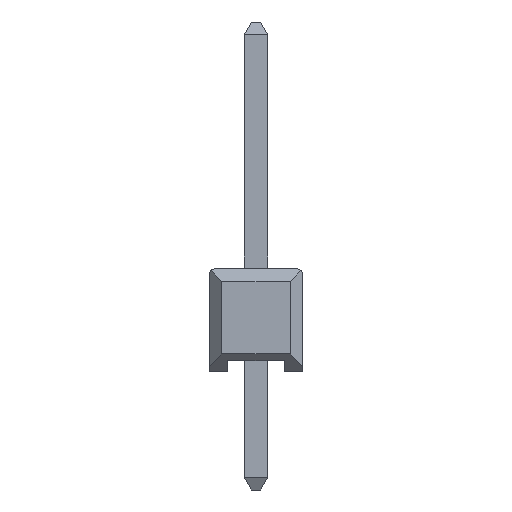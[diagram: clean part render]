
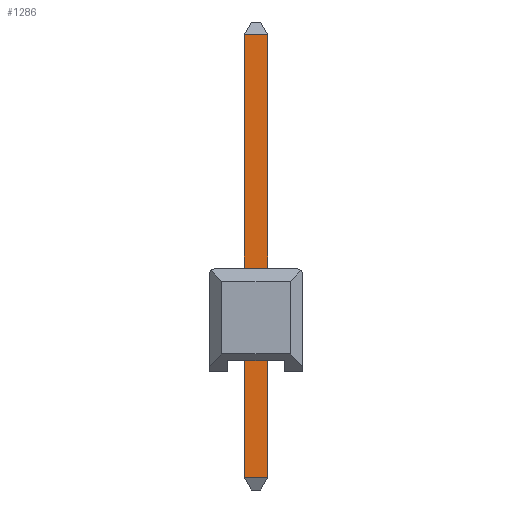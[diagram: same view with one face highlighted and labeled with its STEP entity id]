
A CAD part, front view. The second image highlights one B-rep face of the part: STEP entity #1286.
In plain terms, the highlighted free-form (B-spline) face has degree [1, 1] with [2, 2] control points.
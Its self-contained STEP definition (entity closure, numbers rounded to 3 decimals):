
#548 = B_SPLINE_SURFACE_WITH_KNOTS('',1,1,(
    (#549,#550)
    ,(#551,#552
    )),.UNSPECIFIED.,.F.,.F.,.F.,(2,2),(2,2),(0.01,
    0.4),(-0.64,-0.01),.PIECEWISE_BEZIER_KNOTS.);
#549 = CARTESIAN_POINT('',(0.315,-2.665,-3.2));
#550 = CARTESIAN_POINT('',(-0.315,-2.665,-3.2));
#551 = CARTESIAN_POINT('',(0.315,-2.855,-2.86));
#552 = CARTESIAN_POINT('',(-0.315,-2.855,-2.86)
  );
#586 = VERTEX_POINT('',#587);
#587 = CARTESIAN_POINT('',(-0.315,-2.855,-2.86)
  );
#624 = B_SPLINE_SURFACE_WITH_KNOTS('',1,1,(
    (#625,#626)
    ,(#627,#628
    )),.UNSPECIFIED.,.F.,.F.,.F.,(2,2),(2,2),(-9.358,
    0.093),(-0.64,0.01),
  .PIECEWISE_BEZIER_KNOTS.);
#625 = CARTESIAN_POINT('',(-0.315,-2.215,9.326));
#626 = CARTESIAN_POINT('',(-0.315,-2.865,9.326));
#627 = CARTESIAN_POINT('',(-0.315,-2.215,-2.981)
  );
#628 = CARTESIAN_POINT('',(-0.315,-2.865,-2.981));
#842 = VERTEX_POINT('',#843);
#843 = CARTESIAN_POINT('',(0.315,-2.855,-2.86));
#878 = B_SPLINE_SURFACE_WITH_KNOTS('',1,1,(
    (#879,#880)
    ,(#881,#882
    )),.UNSPECIFIED.,.F.,.F.,.F.,(2,2),(2,2),(-0.64,0.01),(
    -9.358,0.093),.PIECEWISE_BEZIER_KNOTS.);
#879 = CARTESIAN_POINT('',(0.315,-2.215,9.326));
#880 = CARTESIAN_POINT('',(0.315,-2.215,-2.981));
#881 = CARTESIAN_POINT('',(0.315,-2.865,9.326));
#882 = CARTESIAN_POINT('',(0.315,-2.865,-2.981));
#913 = EDGE_CURVE('',#842,#586,#914,.T.);
#914 = SURFACE_CURVE('',#915,(#918,#924),.PCURVE_S1.);
#915 = B_SPLINE_CURVE_WITH_KNOTS('',1,(#916,#917),.UNSPECIFIED.,.F.,.F.,
  (2,2),(-9.896,-9.266),.PIECEWISE_BEZIER_KNOTS.);
#916 = CARTESIAN_POINT('',(0.315,-2.855,-2.86));
#917 = CARTESIAN_POINT('',(-0.315,-2.855,-2.86)
  );
#918 = PCURVE('',#548,#919);
#919 = DEFINITIONAL_REPRESENTATION('',(#920),#923);
#920 = B_SPLINE_CURVE_WITH_KNOTS('',1,(#921,#922),.UNSPECIFIED.,.F.,.F.,
  (2,2),(-9.896,-9.266),.PIECEWISE_BEZIER_KNOTS.);
#921 = CARTESIAN_POINT('',(0.4,-0.64));
#922 = CARTESIAN_POINT('',(0.4,-0.01));
#923 = ( GEOMETRIC_REPRESENTATION_CONTEXT(2) 
PARAMETRIC_REPRESENTATION_CONTEXT() REPRESENTATION_CONTEXT('2D SPACE',''
  ) );
#924 = PCURVE('',#925,#930);
#925 = B_SPLINE_SURFACE_WITH_KNOTS('',1,1,(
    (#926,#927)
    ,(#928,#929
    )),.UNSPECIFIED.,.F.,.F.,.F.,(2,2),(2,2),(0.121,
    12.136),(-0.64,-0.01),.PIECEWISE_BEZIER_KNOTS.);
#926 = CARTESIAN_POINT('',(0.315,-2.855,-2.86));
#927 = CARTESIAN_POINT('',(-0.315,-2.855,-2.86)
  );
#928 = CARTESIAN_POINT('',(0.315,-2.855,9.156));
#929 = CARTESIAN_POINT('',(-0.315,-2.855,9.156));
#930 = DEFINITIONAL_REPRESENTATION('',(#931),#934);
#931 = B_SPLINE_CURVE_WITH_KNOTS('',1,(#932,#933),.UNSPECIFIED.,.F.,.F.,
  (2,2),(-9.896,-9.266),.PIECEWISE_BEZIER_KNOTS.);
#932 = CARTESIAN_POINT('',(0.121,-0.64));
#933 = CARTESIAN_POINT('',(0.121,-0.01));
#934 = ( GEOMETRIC_REPRESENTATION_CONTEXT(2) 
PARAMETRIC_REPRESENTATION_CONTEXT() REPRESENTATION_CONTEXT('2D SPACE',''
  ) );
#1046 = VERTEX_POINT('',#1047);
#1047 = CARTESIAN_POINT('',(0.315,-2.855,9.156));
#1059 = B_SPLINE_SURFACE_WITH_KNOTS('',1,1,(
    (#1060,#1061)
    ,(#1062,#1063
    )),.UNSPECIFIED.,.F.,.F.,.F.,(2,2),(2,2),(-0.399,
    -0.01),(-0.64,-0.01),.PIECEWISE_BEZIER_KNOTS.);
#1060 = CARTESIAN_POINT('',(0.315,-2.855,9.156));
#1061 = CARTESIAN_POINT('',(-0.315,-2.855,9.156)
  );
#1062 = CARTESIAN_POINT('',(0.315,-2.665,9.496));
#1063 = CARTESIAN_POINT('',(-0.315,-2.665,9.496)
  );
#1133 = VERTEX_POINT('',#1134);
#1134 = CARTESIAN_POINT('',(-0.315,-2.855,9.156)
  );
#1152 = EDGE_CURVE('',#1133,#1046,#1153,.T.);
#1153 = SURFACE_CURVE('',#1154,(#1157,#1163),.PCURVE_S1.);
#1154 = B_SPLINE_CURVE_WITH_KNOTS('',1,(#1155,#1156),.UNSPECIFIED.,.F.,
  .F.,(2,2),(-19.791,-19.161),.PIECEWISE_BEZIER_KNOTS.);
#1155 = CARTESIAN_POINT('',(-0.315,-2.855,9.156)
  );
#1156 = CARTESIAN_POINT('',(0.315,-2.855,9.156));
#1157 = PCURVE('',#1059,#1158);
#1158 = DEFINITIONAL_REPRESENTATION('',(#1159),#1162);
#1159 = B_SPLINE_CURVE_WITH_KNOTS('',1,(#1160,#1161),.UNSPECIFIED.,.F.,
  .F.,(2,2),(-19.791,-19.161),.PIECEWISE_BEZIER_KNOTS.);
#1160 = CARTESIAN_POINT('',(-0.399,-0.01));
#1161 = CARTESIAN_POINT('',(-0.399,-0.64));
#1162 = ( GEOMETRIC_REPRESENTATION_CONTEXT(2) 
PARAMETRIC_REPRESENTATION_CONTEXT() REPRESENTATION_CONTEXT('2D SPACE',''
  ) );
#1163 = PCURVE('',#925,#1164);
#1164 = DEFINITIONAL_REPRESENTATION('',(#1165),#1168);
#1165 = B_SPLINE_CURVE_WITH_KNOTS('',1,(#1166,#1167),.UNSPECIFIED.,.F.,
  .F.,(2,2),(-19.791,-19.161),.PIECEWISE_BEZIER_KNOTS.);
#1166 = CARTESIAN_POINT('',(12.136,-0.01));
#1167 = CARTESIAN_POINT('',(12.136,-0.64));
#1168 = ( GEOMETRIC_REPRESENTATION_CONTEXT(2) 
PARAMETRIC_REPRESENTATION_CONTEXT() REPRESENTATION_CONTEXT('2D SPACE',''
  ) );
#1266 = EDGE_CURVE('',#1046,#842,#1267,.T.);
#1267 = SURFACE_CURVE('',#1268,(#1271,#1278),.PCURVE_S1.);
#1268 = B_SPLINE_CURVE_WITH_KNOTS('',1,(#1269,#1270),.UNSPECIFIED.,.F.,
  .F.,(2,2),(-19.123,-9.896),.PIECEWISE_BEZIER_KNOTS.);
#1269 = CARTESIAN_POINT('',(0.315,-2.855,9.156));
#1270 = CARTESIAN_POINT('',(0.315,-2.855,-2.86)
  );
#1271 = PCURVE('',#878,#1272);
#1272 = DEFINITIONAL_REPRESENTATION('',(#1273),#1277);
#1273 = B_SPLINE_CURVE_WITH_KNOTS('',2,(#1274,#1275,#1276),
  .UNSPECIFIED.,.F.,.F.,(3,3),(-19.123,-9.896),
  .PIECEWISE_BEZIER_KNOTS.);
#1274 = CARTESIAN_POINT('',(0.,-9.227));
#1275 = CARTESIAN_POINT('',(0.,-4.614));
#1276 = CARTESIAN_POINT('',(0.,0.));
#1277 = ( GEOMETRIC_REPRESENTATION_CONTEXT(2) 
PARAMETRIC_REPRESENTATION_CONTEXT() REPRESENTATION_CONTEXT('2D SPACE',''
  ) );
#1278 = PCURVE('',#925,#1279);
#1279 = DEFINITIONAL_REPRESENTATION('',(#1280),#1283);
#1280 = B_SPLINE_CURVE_WITH_KNOTS('',1,(#1281,#1282),.UNSPECIFIED.,.F.,
  .F.,(2,2),(-19.123,-9.896),.PIECEWISE_BEZIER_KNOTS.);
#1281 = CARTESIAN_POINT('',(12.136,-0.64));
#1282 = CARTESIAN_POINT('',(0.121,-0.64));
#1283 = ( GEOMETRIC_REPRESENTATION_CONTEXT(2) 
PARAMETRIC_REPRESENTATION_CONTEXT() REPRESENTATION_CONTEXT('2D SPACE',''
  ) );
#1286 = ADVANCED_FACE('',(#1287),#925,.T.);
#1287 = FACE_BOUND('',#1288,.T.);
#1288 = EDGE_LOOP('',(#1289,#1308,#1309,#1310));
#1289 = ORIENTED_EDGE('',*,*,#1290,.T.);
#1290 = EDGE_CURVE('',#1133,#586,#1291,.T.);
#1291 = SURFACE_CURVE('',#1292,(#1295,#1301),.PCURVE_S1.);
#1292 = B_SPLINE_CURVE_WITH_KNOTS('',1,(#1293,#1294),.UNSPECIFIED.,.F.,
  .F.,(2,2),(0.038,9.266),
  .PIECEWISE_BEZIER_KNOTS.);
#1293 = CARTESIAN_POINT('',(-0.315,-2.855,9.156)
  );
#1294 = CARTESIAN_POINT('',(-0.315,-2.855,-2.86)
  );
#1295 = PCURVE('',#925,#1296);
#1296 = DEFINITIONAL_REPRESENTATION('',(#1297),#1300);
#1297 = B_SPLINE_CURVE_WITH_KNOTS('',1,(#1298,#1299),.UNSPECIFIED.,.F.,
  .F.,(2,2),(0.038,9.266),
  .PIECEWISE_BEZIER_KNOTS.);
#1298 = CARTESIAN_POINT('',(12.136,-0.01));
#1299 = CARTESIAN_POINT('',(0.121,-0.01));
#1300 = ( GEOMETRIC_REPRESENTATION_CONTEXT(2) 
PARAMETRIC_REPRESENTATION_CONTEXT() REPRESENTATION_CONTEXT('2D SPACE',''
  ) );
#1301 = PCURVE('',#624,#1302);
#1302 = DEFINITIONAL_REPRESENTATION('',(#1303),#1307);
#1303 = B_SPLINE_CURVE_WITH_KNOTS('',2,(#1304,#1305,#1306),
  .UNSPECIFIED.,.F.,.F.,(3,3),(0.038,9.266),
  .PIECEWISE_BEZIER_KNOTS.);
#1304 = CARTESIAN_POINT('',(-9.227,0.));
#1305 = CARTESIAN_POINT('',(-4.614,0.));
#1306 = CARTESIAN_POINT('',(0.,0.));
#1307 = ( GEOMETRIC_REPRESENTATION_CONTEXT(2) 
PARAMETRIC_REPRESENTATION_CONTEXT() REPRESENTATION_CONTEXT('2D SPACE',''
  ) );
#1308 = ORIENTED_EDGE('',*,*,#913,.F.);
#1309 = ORIENTED_EDGE('',*,*,#1266,.F.);
#1310 = ORIENTED_EDGE('',*,*,#1152,.F.);
